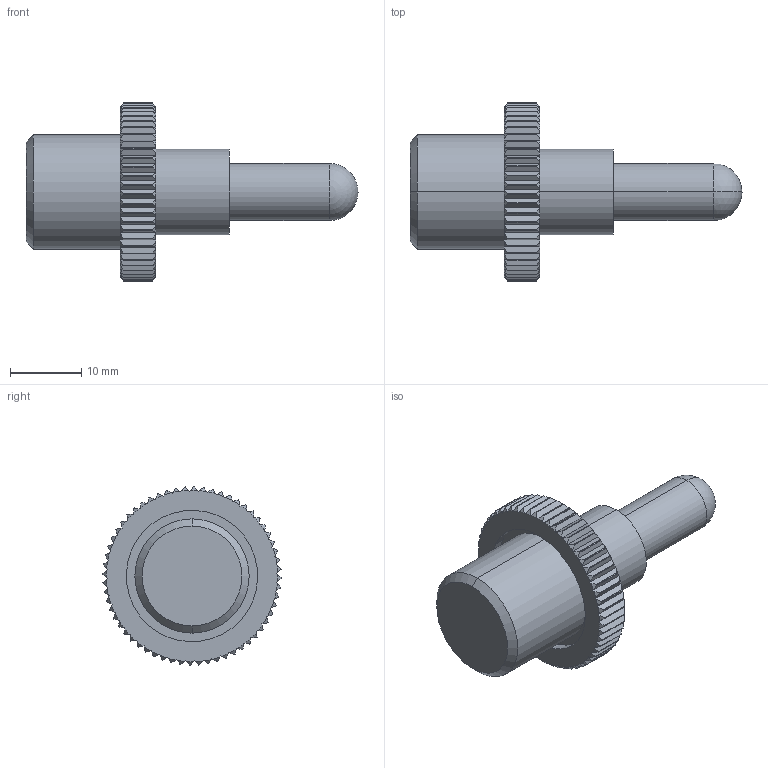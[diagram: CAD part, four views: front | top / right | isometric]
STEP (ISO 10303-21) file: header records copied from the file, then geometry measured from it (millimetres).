
FILE_DESCRIPTION (( 'STEP AP214' ), '1' );
FILE_NAME ('12864-E0W.step', '2007-11-13T06:18:26', ( ' ' ), ( ' ' ), 'SwSTEP 2.0', 'SolidWorks 2007', '' );
FILE_SCHEMA (( 'AUTOMOTIVE_DESIGN' ));
Length unit declared in the file: inch
Products named in the file (1): 12864-E0W
Bounding box: 46.5 x 25 x 25 mm (x, y, z)
Surface area: 3484.8 mm2 (no closed solid volume)
Topology: 0 solids, 3 shells, 384 faces, 1304 edges, 869 vertices
Faces by surface type: plane 190, cone 122, cylinder 70, sphere 2
Entity records: 19450 total; most frequent: CARTESIAN_POINT 3992, ORIENTED_EDGE 2368, DIRECTION 1858, EDGE_CURVE 1300, VERTEX_POINT 867, AXIS2_PLACEMENT_3D 653, VECTOR 552, LINE 552
